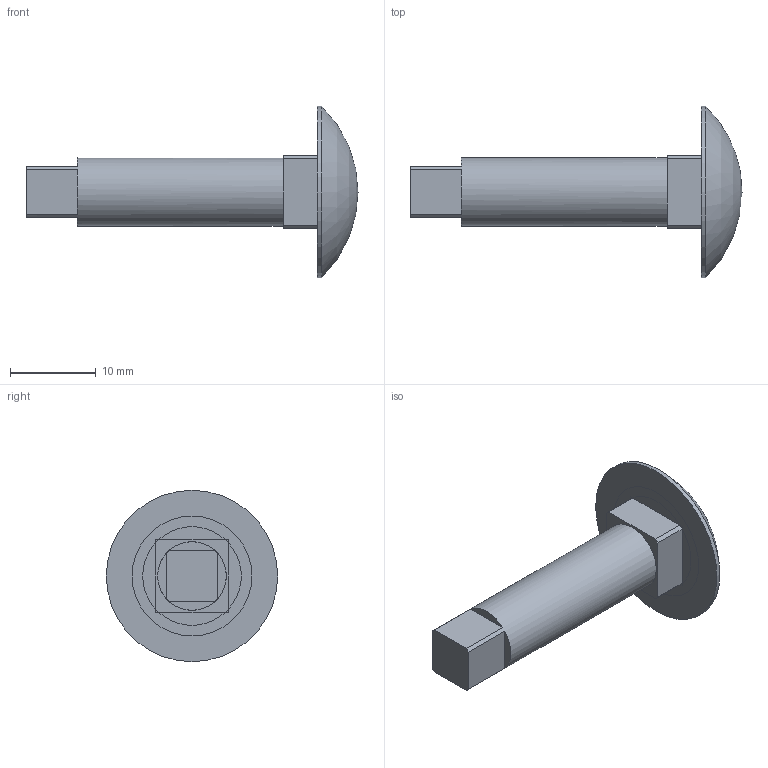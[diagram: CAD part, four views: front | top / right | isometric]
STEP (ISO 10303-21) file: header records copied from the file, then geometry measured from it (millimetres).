
FILE_DESCRIPTION(('FreeCAD Model'),'2;1');
FILE_NAME('Boulon Bouclier.step', '2021-03-27T13:59:03',('Author'),(''), 'Open CASCADE STEP processor 6.8','FreeCAD','Unknown');
FILE_SCHEMA(('AUTOMOTIVE_DESIGN_CC2 { 1 2 10303 214 -1 1 5 4 }'));
Length unit declared in the file: millimetre
Products named in the file (2): ASSEMBLY; Pocket001
Assembly tree (1 placements, depth 2):
  ASSEMBLY
    Pocket001
Bounding box: 38.75 x 20 x 20 mm (x, y, z)
Volume: 2573.7 mm3; surface area: 1591.2 mm2
Topology: 1 solids, 1 shells, 31 faces, 70 edges, 43 vertices
Faces by surface type: plane 24, cylinder 6, sphere 1
Full cylindrical faces by diameter (mm): 8 x1, 20 x1
Entity records: 1775 total; most frequent: CARTESIAN_POINT 365, DIRECTION 253, ORIENTED_EDGE 138, PCURVE 138, DEFINITIONAL_REPRESENTATION 138, LINE 109, VECTOR 109, EDGE_CURVE 69
